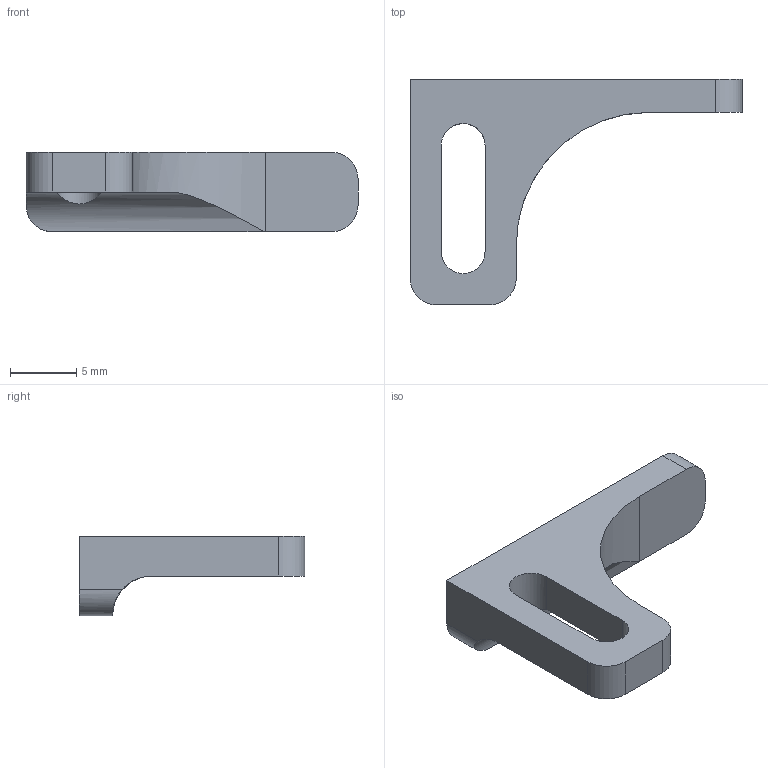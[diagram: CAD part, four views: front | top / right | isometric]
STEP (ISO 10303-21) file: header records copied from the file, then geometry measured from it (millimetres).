
FILE_DESCRIPTION(/* description */ (''),/* implementation_level */ '2;1');
FILE_NAME(/* name */ 'X endstop finger.step',/* time_stamp */ '2021-10-02T22:34:23+08:00',/* author */ (''),/* organization */ (''),/* preprocessor_version */ 'ST-DEVELOPER v18.1',/* originating_system */ 'Autodesk Translation Framework v10.10.0.1391',/* authorisation */ '');
FILE_SCHEMA (('AUTOMOTIVE_DESIGN { 1 0 10303 214 3 1 1 }'));
Length unit declared in the file: millimetre
Products named in the file (1): X endstop finger
Bounding box: 25 x 17 x 6 mm (x, y, z)
Volume: 698.1 mm3; surface area: 779.4 mm2
Topology: 1 solids, 1 shells, 20 faces, 56 edges, 37 vertices
Faces by surface type: plane 11, cylinder 9
Entity records: 722 total; most frequent: CARTESIAN_POINT 156, ORIENTED_EDGE 112, DIRECTION 112, EDGE_CURVE 56, AXIS2_PLACEMENT_3D 38, VERTEX_POINT 37, LINE 36, VECTOR 36
